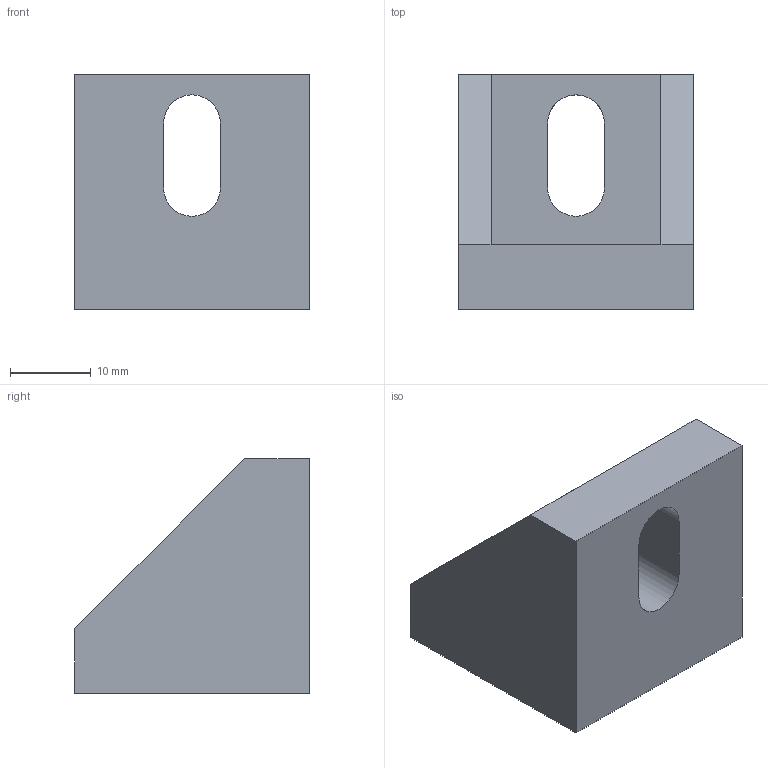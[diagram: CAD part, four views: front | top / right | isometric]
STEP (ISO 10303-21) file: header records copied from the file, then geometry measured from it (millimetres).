
FILE_DESCRIPTION(/* description */ ('SQUADRETTA 29X29'),/* implementation_level */ '2;1');
FILE_NAME(/* name */ 'DSQAL0000026.stp',/* time_stamp */ '2018-06-25T10:16:25+02:00',/* author */ ('fzagni'),/* organization */ (''),/* preprocessor_version */ 'ST-DEVELOPER v16.1',/* originating_system */ 'Autodesk Inventor 2016',/* authorisation */ '');
FILE_SCHEMA (('AUTOMOTIVE_DESIGN { 1 0 10303 214 3 1 1 }'));
Length unit declared in the file: millimetre
Products named in the file (1): 30.052.00
Bounding box: 29 x 29 x 29 mm (x, y, z)
Volume: 11852.2 mm3; surface area: 5177.5 mm2
Topology: 1 solids, 1 shells, 20 faces, 50 edges, 32 vertices
Faces by surface type: plane 16, cylinder 4
Entity records: 622 total; most frequent: CARTESIAN_POINT 103, ORIENTED_EDGE 100, DIRECTION 100, EDGE_CURVE 50, LINE 42, VECTOR 42, VERTEX_POINT 32, AXIS2_PLACEMENT_3D 29
